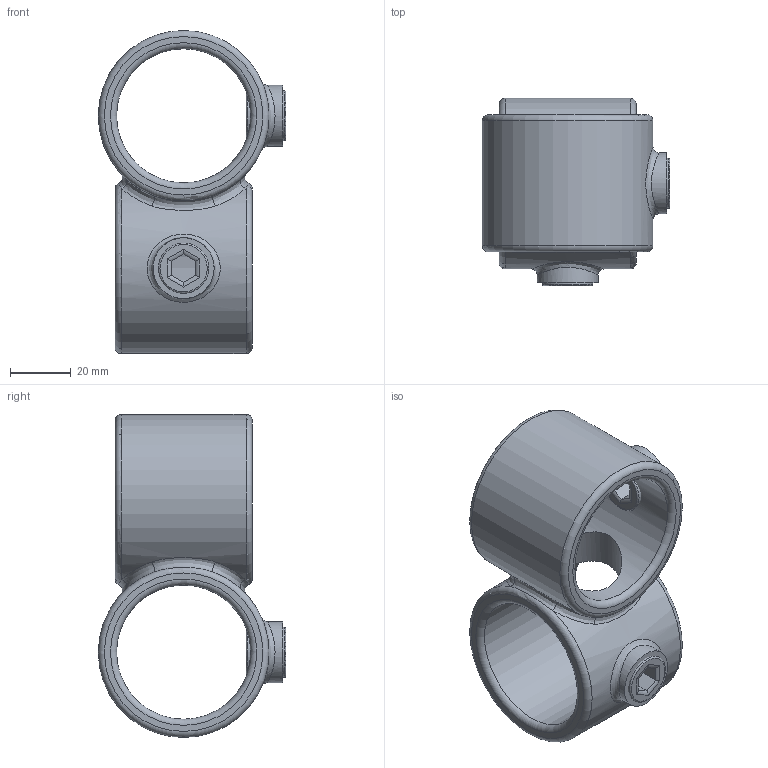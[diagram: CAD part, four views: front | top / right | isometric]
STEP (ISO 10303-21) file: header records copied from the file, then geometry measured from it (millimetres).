
FILE_DESCRIPTION (( 'STEP AP203' ), '1' );
FILE_NAME ('161-C42.STEP', '2021-12-07T13:50:58', ( '' ), ( '' ), 'SwSTEP 2.0', 'SolidWorks 2018', '' );
FILE_SCHEMA (( 'CONFIG_CONTROL_DESIGN' ));
Length unit declared in the file: millimetre
Products named in the file (6): 161-C42 Teil1; 161-C42 Teil2; 161-C42
Assembly tree (3 placements, depth 2):
  161-C42
    161-C42 Teil1
    161-C42 Teil2  x2
  161-C42 Teil2
  161-C42 Teil2
  161-C42 Teil1
Bounding box: 61.5 x 61.5 x 106 mm (x, y, z)
Volume: 78462.9 mm3; surface area: 31419.9 mm2
Topology: 3 solids, 3 shells, 79 faces, 174 edges, 103 vertices
Faces by surface type: cylinder 35, plane 22, torus 12, bspline 10
Full cylindrical faces by diameter (mm): 15.25 x2, 16.5 x2, 20 x2, 30 x1, 44 x2
Entity records: 3961 total; most frequent: CARTESIAN_POINT 2369, DIRECTION 200, ORIENTED_EDGE 196, EDGE_CURVE 98, EDGE_LOOP 90, AXIS2_PLACEMENT_3D 85, FACE_OUTER_BOUND 76, VERTEX_POINT 68
